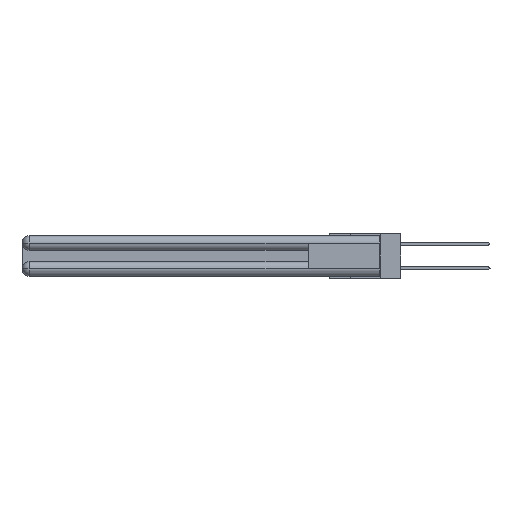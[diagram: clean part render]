
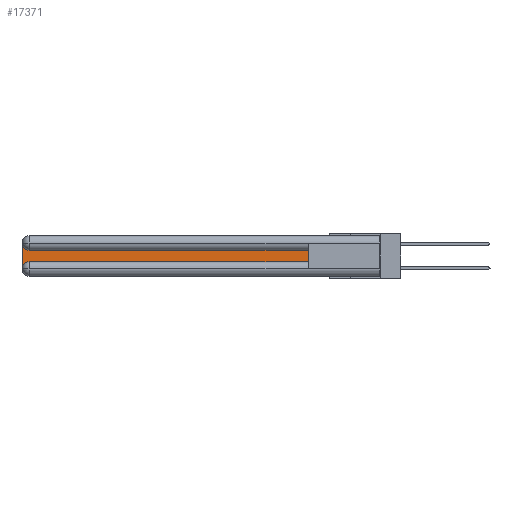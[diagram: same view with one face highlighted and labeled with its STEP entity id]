
A CAD part, left-side view. The second image highlights one B-rep face of the part: STEP entity #17371.
In plain terms, the highlighted planar face has unit normal (-1, 0, 0).
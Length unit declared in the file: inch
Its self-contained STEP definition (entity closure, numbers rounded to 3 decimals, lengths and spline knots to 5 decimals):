
#199 = DIRECTION ( 'NONE',  ( 1., 0., 0. ) ) ;
#318 = ORIENTED_EDGE ( 'NONE', *, *, #12613, .T. ) ;
#885 = VECTOR ( 'NONE', #5900, 39.37008 ) ;
#2200 = DIRECTION ( 'NONE',  ( 1., 0., 0. ) ) ;
#3122 = LINE ( 'NONE', #27638, #885 ) ;
#3422 = VECTOR ( 'NONE', #11564, 39.37008 ) ;
#3662 = VERTEX_POINT ( 'NONE', #13556 ) ;
#4096 = EDGE_CURVE ( 'NONE', #19712, #3662, #17977, .T. ) ;
#4398 = VECTOR ( 'NONE', #7774, 39.37008 ) ;
#4768 = LINE ( 'NONE', #8085, #4398 ) ;
#4843 = CARTESIAN_POINT ( 'NONE',  ( 0.075, 0.6, -0.2175 ) ) ;
#5296 = ORIENTED_EDGE ( 'NONE', *, *, #17147, .T. ) ;
#5900 = DIRECTION ( 'NONE',  ( 0., -1., 0. ) ) ;
#6536 = CARTESIAN_POINT ( 'NONE',  ( 0.075, 2.94, -0.2775 ) ) ;
#7451 = CARTESIAN_POINT ( 'NONE',  ( 0.075, 3., -0.2775 ) ) ;
#7774 = DIRECTION ( 'NONE',  ( 0., 0., -1. ) ) ;
#8085 = CARTESIAN_POINT ( 'NONE',  ( 0.075, 3., -0.2175 ) ) ;
#8537 = CARTESIAN_POINT ( 'NONE',  ( 0.075, 0.6, -0.1225 ) ) ;
#9352 = CARTESIAN_POINT ( 'NONE',  ( 0.075, 2.94, -0.0625 ) ) ;
#9743 = CARTESIAN_POINT ( 'NONE',  ( 0.075, 2.94, -0.2175 ) ) ;
#11564 = DIRECTION ( 'NONE',  ( 0., 1., 0. ) ) ;
#12483 = VECTOR ( 'NONE', #30645, 39.37008 ) ;
#12613 = EDGE_CURVE ( 'NONE', #30446, #18261, #28240, .T. ) ;
#12687 = AXIS2_PLACEMENT_3D ( 'NONE', #9352, #199, #16744 ) ;
#13087 = CARTESIAN_POINT ( 'NONE',  ( 0.075, 3., -0.1225 ) ) ;
#13465 = LINE ( 'NONE', #18849, #3422 ) ;
#13556 = CARTESIAN_POINT ( 'NONE',  ( 0.075, 3., -0.0625 ) ) ;
#13973 = DIRECTION ( 'NONE',  ( 0., 0., -1. ) ) ;
#15375 = DIRECTION ( 'NONE',  ( 0., 0., -1. ) ) ;
#16744 = DIRECTION ( 'NONE',  ( 0., 0., -1. ) ) ;
#17147 = EDGE_CURVE ( 'NONE', #3662, #30446, #4768, .T. ) ;
#17371 = ADVANCED_FACE ( 'NONE', ( #20396 ), #18063, .F. ) ;
#17538 = VERTEX_POINT ( 'NONE', #4843 ) ;
#17977 = CIRCLE ( 'NONE', #12687, 0.06 ) ;
#18063 = PLANE ( 'NONE',  #26925 ) ;
#18261 = VERTEX_POINT ( 'NONE', #9743 ) ;
#18787 = EDGE_CURVE ( 'NONE', #17538, #29597, #23690, .T. ) ;
#18849 = CARTESIAN_POINT ( 'NONE',  ( 0.075, 0.6, -0.1225 ) ) ;
#19264 = EDGE_CURVE ( 'NONE', #18261, #17538, #3122, .T. ) ;
#19712 = VERTEX_POINT ( 'NONE', #25291 ) ;
#20396 = FACE_OUTER_BOUND ( 'NONE', #24657, .T. ) ;
#23342 = ORIENTED_EDGE ( 'NONE', *, *, #18787, .T. ) ;
#23690 = LINE ( 'NONE', #28580, #12483 ) ;
#24657 = EDGE_LOOP ( 'NONE', ( #29510, #27756, #5296, #318, #28973, #23342 ) ) ;
#25291 = CARTESIAN_POINT ( 'NONE',  ( 0.075, 2.94, -0.1225 ) ) ;
#26925 = AXIS2_PLACEMENT_3D ( 'NONE', #13087, #27518, #15375 ) ;
#27518 = DIRECTION ( 'NONE',  ( 1., 0., 0. ) ) ;
#27638 = CARTESIAN_POINT ( 'NONE',  ( 0.075, 0.6, -0.2175 ) ) ;
#27756 = ORIENTED_EDGE ( 'NONE', *, *, #4096, .T. ) ;
#28240 = CIRCLE ( 'NONE', #29995, 0.06 ) ;
#28430 = EDGE_CURVE ( 'NONE', #29597, #19712, #13465, .T. ) ;
#28580 = CARTESIAN_POINT ( 'NONE',  ( 0.075, 0.6, -0.2175 ) ) ;
#28973 = ORIENTED_EDGE ( 'NONE', *, *, #19264, .T. ) ;
#29510 = ORIENTED_EDGE ( 'NONE', *, *, #28430, .T. ) ;
#29597 = VERTEX_POINT ( 'NONE', #8537 ) ;
#29995 = AXIS2_PLACEMENT_3D ( 'NONE', #6536, #2200, #13973 ) ;
#30446 = VERTEX_POINT ( 'NONE', #7451 ) ;
#30645 = DIRECTION ( 'NONE',  ( 0., 0., 1. ) ) ;
